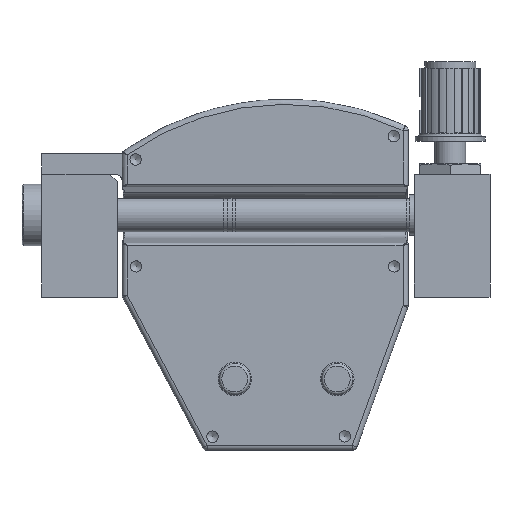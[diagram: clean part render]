
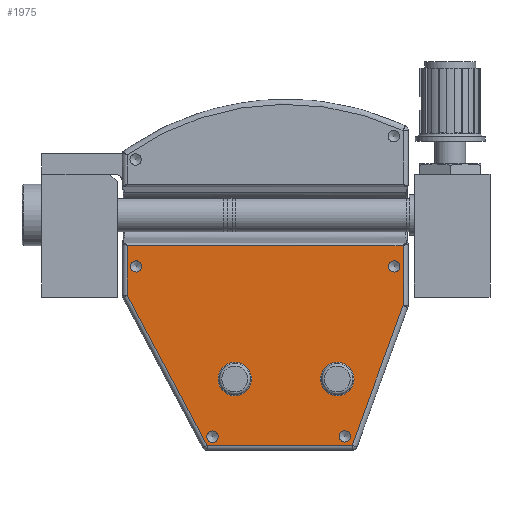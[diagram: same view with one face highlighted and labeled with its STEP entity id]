
A CAD part, left-side view. The second image highlights one B-rep face of the part: STEP entity #1975.
In plain terms, the highlighted planar face has unit normal (-1, 0, 0).
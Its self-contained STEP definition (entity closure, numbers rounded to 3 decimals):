
#1975=ADVANCED_FACE('',(#3461,#3462,#3463,#3464,#3465,#3466,#3467),#2453,
 .F.);
#2453=PLANE('',#12865);
#2933=CIRCLE('',#12859,5.2);
#2934=CIRCLE('',#12860,5.2);
#2935=CIRCLE('',#12861,1.76);
#2936=CIRCLE('',#12862,1.76);
#2937=CIRCLE('',#12863,1.76);
#2938=CIRCLE('',#12864,1.76);
#3461=FACE_BOUND('',#4228,.T.);
#3462=FACE_BOUND('',#4229,.T.);
#3463=FACE_BOUND('',#4230,.T.);
#3464=FACE_BOUND('',#4231,.T.);
#3465=FACE_BOUND('',#4232,.T.);
#3466=FACE_BOUND('',#4233,.T.);
#3467=FACE_BOUND('',#4234,.T.);
#4228=EDGE_LOOP('',(#6750));
#4229=EDGE_LOOP('',(#6751));
#4230=EDGE_LOOP('',(#6752,#6753,#6754,#6755,#6756,#6757));
#4231=EDGE_LOOP('',(#6758));
#4232=EDGE_LOOP('',(#6759));
#4233=EDGE_LOOP('',(#6760));
#4234=EDGE_LOOP('',(#6761));
#6750=ORIENTED_EDGE('',*,*,#10102,.T.);
#6751=ORIENTED_EDGE('',*,*,#10103,.T.);
#6752=ORIENTED_EDGE('',*,*,#10104,.T.);
#6753=ORIENTED_EDGE('',*,*,#10105,.T.);
#6754=ORIENTED_EDGE('',*,*,#10106,.T.);
#6755=ORIENTED_EDGE('',*,*,#10107,.T.);
#6756=ORIENTED_EDGE('',*,*,#10108,.T.);
#6757=ORIENTED_EDGE('',*,*,#10109,.T.);
#6758=ORIENTED_EDGE('',*,*,#10110,.T.);
#6759=ORIENTED_EDGE('',*,*,#10111,.T.);
#6760=ORIENTED_EDGE('',*,*,#10112,.T.);
#6761=ORIENTED_EDGE('',*,*,#10113,.T.);
#8652=VERTEX_POINT('',#21843);
#8653=VERTEX_POINT('',#21845);
#8654=VERTEX_POINT('',#21847);
#8655=VERTEX_POINT('',#21848);
#8656=VERTEX_POINT('',#21850);
#8657=VERTEX_POINT('',#21852);
#8658=VERTEX_POINT('',#21854);
#8659=VERTEX_POINT('',#21856);
#8660=VERTEX_POINT('',#21859);
#8661=VERTEX_POINT('',#21861);
#8662=VERTEX_POINT('',#21863);
#8663=VERTEX_POINT('',#21865);
#10102=EDGE_CURVE('',#8652,#8652,#2933,.T.);
#10103=EDGE_CURVE('',#8653,#8653,#2934,.T.);
#10104=EDGE_CURVE('',#8654,#8655,#11052,.T.);
#10105=EDGE_CURVE('',#8655,#8656,#11053,.T.);
#10106=EDGE_CURVE('',#8656,#8657,#11054,.T.);
#10107=EDGE_CURVE('',#8657,#8658,#11055,.T.);
#10108=EDGE_CURVE('',#8658,#8659,#11056,.T.);
#10109=EDGE_CURVE('',#8659,#8654,#11057,.T.);
#10110=EDGE_CURVE('',#8660,#8660,#2935,.T.);
#10111=EDGE_CURVE('',#8661,#8661,#2936,.T.);
#10112=EDGE_CURVE('',#8662,#8662,#2937,.T.);
#10113=EDGE_CURVE('',#8663,#8663,#2938,.T.);
#11052=LINE('',#21846,#11740);
#11053=LINE('',#21849,#11741);
#11054=LINE('',#21851,#11742);
#11055=LINE('',#21853,#11743);
#11056=LINE('',#21855,#11744);
#11057=LINE('',#21857,#11745);
#11740=VECTOR('',#15596,1.);
#11741=VECTOR('',#15597,1.);
#11742=VECTOR('',#15598,1.);
#11743=VECTOR('',#15599,1.);
#11744=VECTOR('',#15600,1.);
#11745=VECTOR('',#15601,1.);
#12859=AXIS2_PLACEMENT_3D('',#21842,#15592,#15593);
#12860=AXIS2_PLACEMENT_3D('',#21844,#15594,#15595);
#12861=AXIS2_PLACEMENT_3D('',#21858,#15602,#15603);
#12862=AXIS2_PLACEMENT_3D('',#21860,#15604,#15605);
#12863=AXIS2_PLACEMENT_3D('',#21862,#15606,#15607);
#12864=AXIS2_PLACEMENT_3D('',#21864,#15608,#15609);
#12865=AXIS2_PLACEMENT_3D('',#21866,#15610,#15611);
#15592=DIRECTION('',(1.,0.,0.));
#15593=DIRECTION('',(0.,0.,-1.));
#15594=DIRECTION('',(1.,0.,0.));
#15595=DIRECTION('',(0.,0.,-1.));
#15596=DIRECTION('',(0.,1.,0.));
#15597=DIRECTION('',(0.,0.,-1.));
#15598=DIRECTION('',(0.,-0.469,-0.883));
#15599=DIRECTION('',(0.,-1.,0.));
#15600=DIRECTION('',(0.,-0.342,0.94));
#15601=DIRECTION('',(0.,0.,1.));
#15602=DIRECTION('',(1.,0.,0.));
#15603=DIRECTION('',(0.,0.,-1.));
#15604=DIRECTION('',(1.,0.,0.));
#15605=DIRECTION('',(0.,0.,-1.));
#15606=DIRECTION('',(1.,0.,0.));
#15607=DIRECTION('',(0.,0.,-1.));
#15608=DIRECTION('',(1.,0.,0.));
#15609=DIRECTION('',(0.,0.,-1.));
#15610=DIRECTION('',(1.,0.,0.));
#15611=DIRECTION('',(0.,0.,1.));
#21842=CARTESIAN_POINT('',(-18.655,84.311,115.951));
#21843=CARTESIAN_POINT('',(-18.655,84.311,110.751));
#21844=CARTESIAN_POINT('',(-18.655,52.561,115.951));
#21845=CARTESIAN_POINT('',(-18.655,52.561,110.751));
#21846=CARTESIAN_POINT('',(-18.655,30.565,157.309));
#21847=CARTESIAN_POINT('',(-18.655,32.167,157.309));
#21848=CARTESIAN_POINT('',(-18.655,117.634,157.309));
#21849=CARTESIAN_POINT('',(-18.655,117.634,141.937));
#21850=CARTESIAN_POINT('',(-18.655,117.634,141.944));
#21851=CARTESIAN_POINT('',(-18.655,92.879,95.387));
#21852=CARTESIAN_POINT('',(-18.655,92.887,95.402));
#21853=CARTESIAN_POINT('',(-18.655,68.436,95.402));
#21854=CARTESIAN_POINT('',(-18.655,47.931,95.402));
#21855=CARTESIAN_POINT('',(-18.655,32.166,138.716));
#21856=CARTESIAN_POINT('',(-18.655,32.167,138.711));
#21857=CARTESIAN_POINT('',(-18.655,32.167,157.309));
#21858=CARTESIAN_POINT('',(-18.655,50.236,98.192));
#21859=CARTESIAN_POINT('',(-18.655,50.236,96.432));
#21860=CARTESIAN_POINT('',(-18.655,91.236,98.092));
#21861=CARTESIAN_POINT('',(-18.655,91.236,96.332));
#21862=CARTESIAN_POINT('',(-18.655,114.918,150.876));
#21863=CARTESIAN_POINT('',(-18.655,114.918,149.116));
#21864=CARTESIAN_POINT('',(-18.655,34.883,150.876));
#21865=CARTESIAN_POINT('',(-18.655,34.883,149.116));
#21866=CARTESIAN_POINT('',(-18.655,68.436,115.951));
